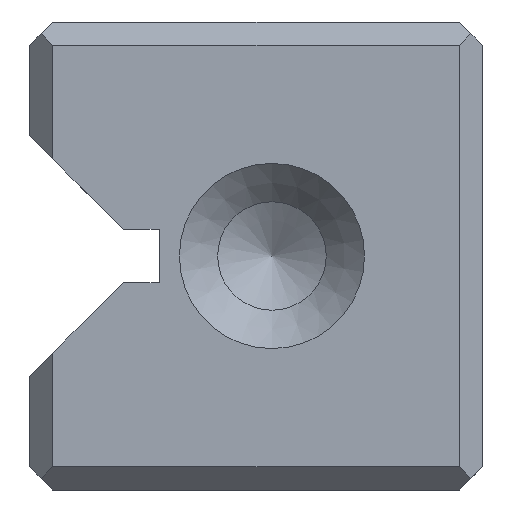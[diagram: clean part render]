
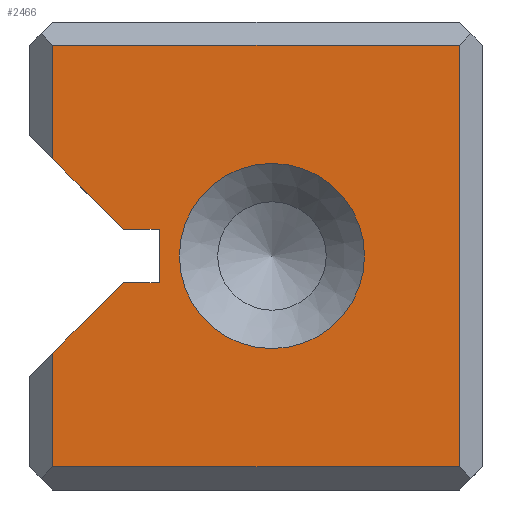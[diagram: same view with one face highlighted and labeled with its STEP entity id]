
A CAD part, left-side view. The second image highlights one B-rep face of the part: STEP entity #2466.
In plain terms, the highlighted planar face has unit normal (-1, 0, 0).
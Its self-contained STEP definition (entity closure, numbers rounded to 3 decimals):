
#2466=ADVANCED_FACE('',(#3365,#3366),#2842,.T.);
#2842=PLANE('',#8715);
#3086=CIRCLE('',#8714,4.35);
#3365=FACE_BOUND('',#3557,.T.);
#3366=FACE_BOUND('',#3558,.T.);
#3557=EDGE_LOOP('',(#4259));
#3558=EDGE_LOOP('',(#4260,#4261,#4262,#4263,#4264,#4265,#4266,#4267,#4268,
#4269));
#4259=ORIENTED_EDGE('',*,*,#6717,.T.);
#4260=ORIENTED_EDGE('',*,*,#6718,.T.);
#4261=ORIENTED_EDGE('',*,*,#6719,.T.);
#4262=ORIENTED_EDGE('',*,*,#6720,.T.);
#4263=ORIENTED_EDGE('',*,*,#6721,.T.);
#4264=ORIENTED_EDGE('',*,*,#6722,.F.);
#4265=ORIENTED_EDGE('',*,*,#6723,.F.);
#4266=ORIENTED_EDGE('',*,*,#6724,.F.);
#4267=ORIENTED_EDGE('',*,*,#6725,.F.);
#4268=ORIENTED_EDGE('',*,*,#6726,.T.);
#4269=ORIENTED_EDGE('',*,*,#6727,.T.);
#6083=VERTEX_POINT('',#11177);
#6084=VERTEX_POINT('',#11179);
#6085=VERTEX_POINT('',#11180);
#6086=VERTEX_POINT('',#11182);
#6087=VERTEX_POINT('',#11184);
#6088=VERTEX_POINT('',#11186);
#6089=VERTEX_POINT('',#11188);
#6090=VERTEX_POINT('',#11190);
#6091=VERTEX_POINT('',#11192);
#6092=VERTEX_POINT('',#11194);
#6093=VERTEX_POINT('',#11196);
#6717=EDGE_CURVE('',#6083,#6083,#3086,.T.);
#6718=EDGE_CURVE('',#6084,#6085,#7542,.T.);
#6719=EDGE_CURVE('',#6085,#6086,#7543,.T.);
#6720=EDGE_CURVE('',#6086,#6087,#7544,.T.);
#6721=EDGE_CURVE('',#6087,#6088,#7545,.T.);
#6722=EDGE_CURVE('',#6089,#6088,#7546,.T.);
#6723=EDGE_CURVE('',#6090,#6089,#7547,.T.);
#6724=EDGE_CURVE('',#6091,#6090,#7548,.T.);
#6725=EDGE_CURVE('',#6092,#6091,#7549,.T.);
#6726=EDGE_CURVE('',#6092,#6093,#7550,.T.);
#6727=EDGE_CURVE('',#6093,#6084,#7551,.T.);
#7542=LINE('',#11178,#8202);
#7543=LINE('',#11181,#8203);
#7544=LINE('',#11183,#8204);
#7545=LINE('',#11185,#8205);
#7546=LINE('',#11187,#8206);
#7547=LINE('',#11189,#8207);
#7548=LINE('',#11191,#8208);
#7549=LINE('',#11193,#8209);
#7550=LINE('',#11195,#8210);
#7551=LINE('',#11197,#8211);
#8202=VECTOR('',#9253,1.);
#8203=VECTOR('',#9254,1.);
#8204=VECTOR('',#9255,1.);
#8205=VECTOR('',#9256,1.);
#8206=VECTOR('',#9257,1.);
#8207=VECTOR('',#9258,1.);
#8208=VECTOR('',#9259,1.);
#8209=VECTOR('',#9260,1.);
#8210=VECTOR('',#9261,1.);
#8211=VECTOR('',#9262,1.);
#8714=AXIS2_PLACEMENT_3D('',#11176,#9251,#9252);
#8715=AXIS2_PLACEMENT_3D('',#11198,#9263,#9264);
#9251=DIRECTION('',(1.,0.,0.));
#9252=DIRECTION('',(0.,0.,-1.));
#9253=DIRECTION('',(0.,-1.,0.));
#9254=DIRECTION('',(0.,0.,1.));
#9255=DIRECTION('',(0.,1.,0.));
#9256=DIRECTION('',(0.,0.,-1.));
#9257=DIRECTION('',(0.,0.707,0.707));
#9258=DIRECTION('',(0.,1.,0.));
#9259=DIRECTION('',(0.,0.,1.));
#9260=DIRECTION('',(0.,-1.,0.));
#9261=DIRECTION('',(0.,0.707,-0.707));
#9262=DIRECTION('',(0.,0.,-1.));
#9263=DIRECTION('',(-1.,0.,0.));
#9264=DIRECTION('',(0.,0.,-1.));
#11176=CARTESIAN_POINT('',(0.,9.9,11.));
#11177=CARTESIAN_POINT('',(0.,9.9,6.65));
#11178=CARTESIAN_POINT('',(0.,10.65,1.1));
#11179=CARTESIAN_POINT('',(0.,20.2,1.1));
#11180=CARTESIAN_POINT('',(0.,1.1,1.1));
#11181=CARTESIAN_POINT('',(0.,1.1,0.));
#11182=CARTESIAN_POINT('',(0.,1.1,20.9));
#11183=CARTESIAN_POINT('',(0.,10.65,20.9));
#11184=CARTESIAN_POINT('',(0.,20.2,20.9));
#11185=CARTESIAN_POINT('',(0.,20.2,0.));
#11186=CARTESIAN_POINT('',(0.,20.2,15.564));
#11187=CARTESIAN_POINT('',(0.,7.643,3.007));
#11188=CARTESIAN_POINT('',(0.,16.886,12.25));
#11189=CARTESIAN_POINT('',(0.,10.65,12.25));
#11190=CARTESIAN_POINT('',(0.,15.2,12.25));
#11191=CARTESIAN_POINT('',(0.,15.2,0.));
#11192=CARTESIAN_POINT('',(0.,15.2,9.75));
#11193=CARTESIAN_POINT('',(0.,10.65,9.75));
#11194=CARTESIAN_POINT('',(0.,16.886,9.75));
#11195=CARTESIAN_POINT('',(0.,18.643,7.993));
#11196=CARTESIAN_POINT('',(0.,20.2,6.436));
#11197=CARTESIAN_POINT('',(0.,20.2,0.));
#11198=CARTESIAN_POINT('',(0.,10.65,0.));
